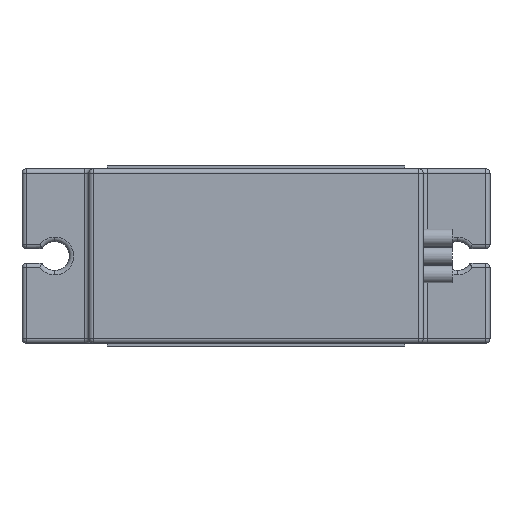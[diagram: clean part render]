
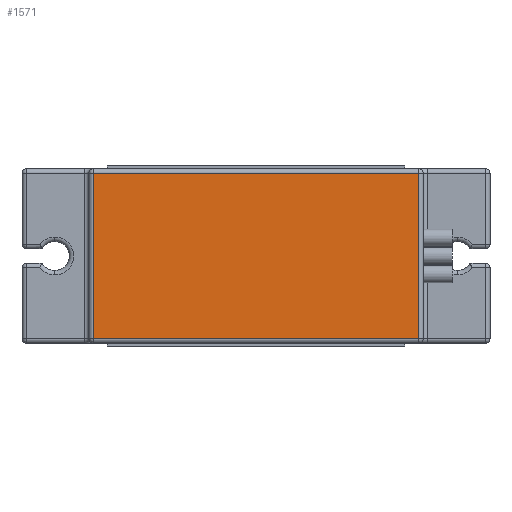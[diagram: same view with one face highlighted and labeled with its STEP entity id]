
A CAD part, front view. The second image highlights one B-rep face of the part: STEP entity #1571.
In plain terms, the highlighted planar face has unit normal (0, -1, 0).
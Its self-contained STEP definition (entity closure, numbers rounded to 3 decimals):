
#150 = DIRECTION ( 'NONE',  ( 0., 0., 1. ) ) ;
#537 = EDGE_CURVE ( 'NONE', #2072, #4170, #1741, .T. ) ;
#1571 = ADVANCED_FACE ( 'NONE', ( #4956 ), #6466, .T. ) ;
#1741 = LINE ( 'NONE', #2494, #8248 ) ;
#1981 = EDGE_CURVE ( 'NONE', #2940, #2072, #2193, .T. ) ;
#2042 = LINE ( 'NONE', #6583, #6953 ) ;
#2072 = VERTEX_POINT ( 'NONE', #4776 ) ;
#2192 = ORIENTED_EDGE ( 'NONE', *, *, #1981, .T. ) ;
#2193 = LINE ( 'NONE', #6400, #4539 ) ;
#2494 = CARTESIAN_POINT ( 'NONE',  ( 11.5, 0., -5.7 ) ) ;
#2896 = DIRECTION ( 'NONE',  ( -1., 0., 0. ) ) ;
#2940 = VERTEX_POINT ( 'NONE', #7585 ) ;
#3124 = ORIENTED_EDGE ( 'NONE', *, *, #3553, .T. ) ;
#3362 = VERTEX_POINT ( 'NONE', #7873 ) ;
#3553 = EDGE_CURVE ( 'NONE', #3362, #2940, #2042, .T. ) ;
#3750 = ORIENTED_EDGE ( 'NONE', *, *, #537, .T. ) ;
#4170 = VERTEX_POINT ( 'NONE', #4556 ) ;
#4539 = VECTOR ( 'NONE', #5649, 1000. ) ;
#4556 = CARTESIAN_POINT ( 'NONE',  ( 11.2, 0., -5.7 ) ) ;
#4776 = CARTESIAN_POINT ( 'NONE',  ( -11.2, 0., -5.7 ) ) ;
#4956 = FACE_OUTER_BOUND ( 'NONE', #8917, .T. ) ;
#5335 = DIRECTION ( 'NONE',  ( 1., 0., 0. ) ) ;
#5649 = DIRECTION ( 'NONE',  ( 0., 0., -1. ) ) ;
#6400 = CARTESIAN_POINT ( 'NONE',  ( -11.2, 0., -6. ) ) ;
#6466 = PLANE ( 'NONE',  #6918 ) ;
#6471 = LINE ( 'NONE', #9161, #8710 ) ;
#6583 = CARTESIAN_POINT ( 'NONE',  ( -11.5, 0., 5.7 ) ) ;
#6918 = AXIS2_PLACEMENT_3D ( 'NONE', #8537, #7914, #7124 ) ;
#6953 = VECTOR ( 'NONE', #2896, 1000. ) ;
#7024 = ORIENTED_EDGE ( 'NONE', *, *, #9052, .T. ) ;
#7124 = DIRECTION ( 'NONE',  ( 0., 0., -1. ) ) ;
#7585 = CARTESIAN_POINT ( 'NONE',  ( -11.2, 0., 5.7 ) ) ;
#7873 = CARTESIAN_POINT ( 'NONE',  ( 11.2, 0., 5.7 ) ) ;
#7914 = DIRECTION ( 'NONE',  ( 0., -1., 0. ) ) ;
#8248 = VECTOR ( 'NONE', #5335, 1000. ) ;
#8537 = CARTESIAN_POINT ( 'NONE',  ( 0., 0., 0. ) ) ;
#8710 = VECTOR ( 'NONE', #150, 1000. ) ;
#8917 = EDGE_LOOP ( 'NONE', ( #2192, #3750, #7024, #3124 ) ) ;
#9052 = EDGE_CURVE ( 'NONE', #4170, #3362, #6471, .T. ) ;
#9161 = CARTESIAN_POINT ( 'NONE',  ( 11.2, 0., 6. ) ) ;
